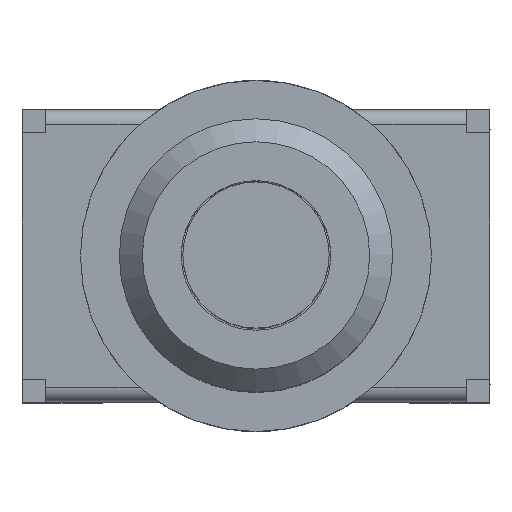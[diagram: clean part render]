
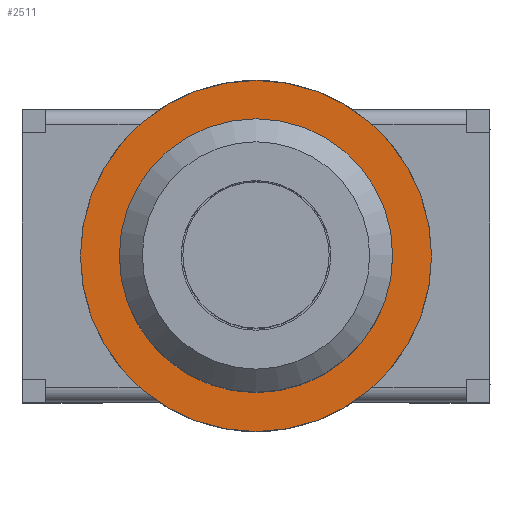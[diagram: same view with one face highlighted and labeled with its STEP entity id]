
A CAD part, top view. The second image highlights one B-rep face of the part: STEP entity #2511.
In plain terms, the highlighted planar face has unit normal (0, 0, 1).
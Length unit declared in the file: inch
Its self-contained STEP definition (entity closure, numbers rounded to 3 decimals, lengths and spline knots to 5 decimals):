
#79=FACE_BOUND('',#316,.T.);
#118=CIRCLE('',#2676,0.0935);
#121=CIRCLE('',#2682,0.12008);
#174=FACE_OUTER_BOUND('',#315,.T.);
#315=EDGE_LOOP('',(#1680));
#316=EDGE_LOOP('',(#1681));
#1031=VERTEX_POINT('',#3550);
#1034=VERTEX_POINT('',#3561);
#1280=EDGE_CURVE('',#1031,#1031,#118,.T.);
#1284=EDGE_CURVE('',#1034,#1034,#121,.T.);
#1680=ORIENTED_EDGE('',*,*,#1284,.F.);
#1681=ORIENTED_EDGE('',*,*,#1280,.T.);
#2403=PLANE('',#2681);
#2511=ADVANCED_FACE('',(#174,#79),#2403,.F.);
#2676=AXIS2_PLACEMENT_3D('',#3552,#2895,#2896);
#2681=AXIS2_PLACEMENT_3D('',#3560,#2906,#2907);
#2682=AXIS2_PLACEMENT_3D('',#3562,#2908,#2909);
#2895=DIRECTION('center_axis',(0.,0.,
-1.));
#2896=DIRECTION('ref_axis',(1.,0.,0.));
#2906=DIRECTION('center_axis',(0.,0.,
-1.));
#2907=DIRECTION('ref_axis',(1.,0.,0.));
#2908=DIRECTION('center_axis',(0.,0.,
-1.));
#2909=DIRECTION('ref_axis',(1.,0.,0.));
#3550=CARTESIAN_POINT('',(-0.0935,0.,0.30866));
#3552=CARTESIAN_POINT('Origin',(0.,0.,
0.30866));
#3560=CARTESIAN_POINT('Origin',(0.,0.,
0.30866));
#3561=CARTESIAN_POINT('',(-0.12008,0.,0.30866));
#3562=CARTESIAN_POINT('Origin',(0.,0.,
0.30866));
